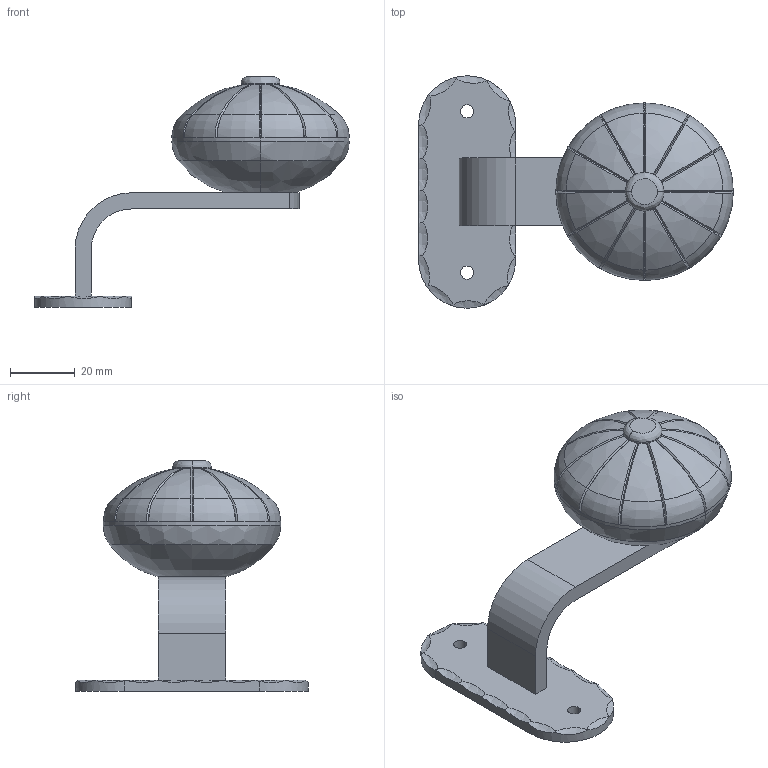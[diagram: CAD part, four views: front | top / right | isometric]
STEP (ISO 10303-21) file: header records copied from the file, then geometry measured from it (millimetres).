
FILE_DESCRIPTION (( 'STEP AP203' ), '1' );
FILE_NAME ('8060.STEP', '2016-05-27T08:34:51', ( '' ), ( '' ), 'SwSTEP 2.0', 'SolidWorks 2015', '' );
FILE_SCHEMA (( 'CONFIG_CONTROL_DESIGN' ));
Length unit declared in the file: millimetre
Products named in the file (1): 8060
Bounding box: 97.5 x 72 x 71.5 mm (x, y, z)
Volume: 70914.7 mm3; surface area: 15953.4 mm2
Topology: 1 solids, 1 shells, 314 faces, 816 edges, 525 vertices
Faces by surface type: bspline 140, plane 113, cone 48, cylinder 13
Entity records: 16006 total; most frequent: CARTESIAN_POINT 9131, ORIENTED_EDGE 1632, DIRECTION 1043, EDGE_CURVE 816, VERTEX_POINT 525, LINE 369, VECTOR 369, EDGE_LOOP 339
